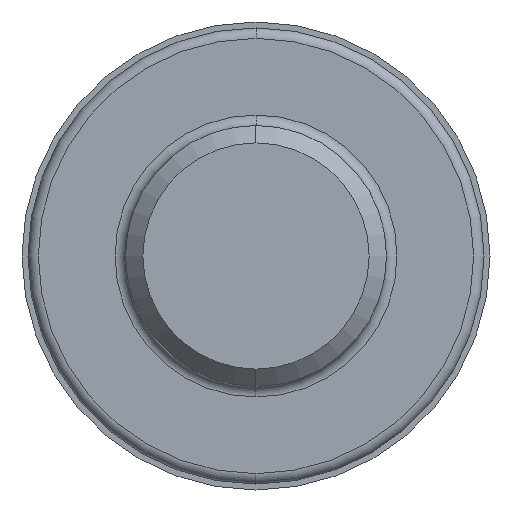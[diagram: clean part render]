
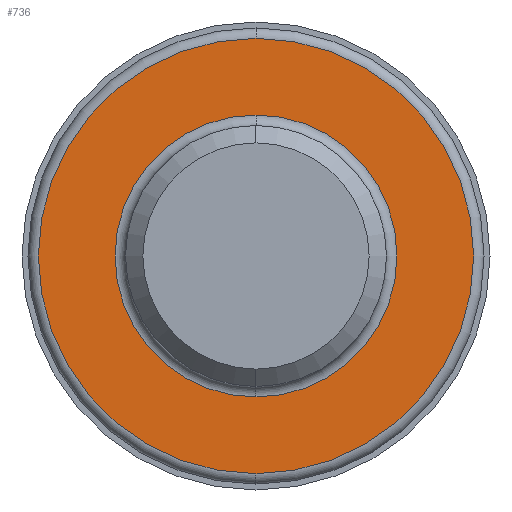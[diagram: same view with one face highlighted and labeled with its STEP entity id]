
A CAD part, left-side view. The second image highlights one B-rep face of the part: STEP entity #736.
In plain terms, the highlighted planar face has unit normal (-1, 0, 0).
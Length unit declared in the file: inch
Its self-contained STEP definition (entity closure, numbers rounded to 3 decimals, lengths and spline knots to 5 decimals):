
#13 = CIRCLE ( 'NONE', #781, 0.625 ) ;
#68 = PLANE ( 'NONE',  #151 ) ;
#83 = EDGE_CURVE ( 'NONE', #852, #289, #13, .T. ) ;
#85 = VERTEX_POINT ( 'NONE', #349 ) ;
#88 = CIRCLE ( 'NONE', #292, 0.625 ) ;
#112 = FACE_BOUND ( 'NONE', #384, .T. ) ;
#138 = DIRECTION ( 'NONE',  ( 0., 0., -1. ) ) ;
#151 = AXIS2_PLACEMENT_3D ( 'NONE', #809, #734, #138 ) ;
#159 = CIRCLE ( 'NONE', #656, 0.40485 ) ;
#168 = DIRECTION ( 'NONE',  ( -1., 0., 0. ) ) ;
#174 = CARTESIAN_POINT ( 'NONE',  ( 2., 0., -0.625 ) ) ;
#177 = DIRECTION ( 'NONE',  ( 0., 0., 1. ) ) ;
#230 = ORIENTED_EDGE ( 'NONE', *, *, #376, .F. ) ;
#257 = CARTESIAN_POINT ( 'NONE',  ( 2., 0., 0. ) ) ;
#259 = CARTESIAN_POINT ( 'NONE',  ( 2., 0., 0.40485 ) ) ;
#287 = ORIENTED_EDGE ( 'NONE', *, *, #83, .T. ) ;
#289 = VERTEX_POINT ( 'NONE', #323 ) ;
#292 = AXIS2_PLACEMENT_3D ( 'NONE', #574, #168, #177 ) ;
#295 = EDGE_CURVE ( 'NONE', #85, #572, #159, .T. ) ;
#323 = CARTESIAN_POINT ( 'NONE',  ( 2., 0., 0.625 ) ) ;
#327 = DIRECTION ( 'NONE',  ( 0., 0., 1. ) ) ;
#337 = CARTESIAN_POINT ( 'NONE',  ( 2., 0., 0. ) ) ;
#349 = CARTESIAN_POINT ( 'NONE',  ( 2., 0., -0.40485 ) ) ;
#351 = DIRECTION ( 'NONE',  ( -1., 0., 0. ) ) ;
#363 = ORIENTED_EDGE ( 'NONE', *, *, #789, .T. ) ;
#376 = EDGE_CURVE ( 'NONE', #572, #85, #833, .T. ) ;
#384 = EDGE_LOOP ( 'NONE', ( #230, #625 ) ) ;
#408 = DIRECTION ( 'NONE',  ( 0., 0., 1. ) ) ;
#572 = VERTEX_POINT ( 'NONE', #259 ) ;
#574 = CARTESIAN_POINT ( 'NONE',  ( 2., 0., 0. ) ) ;
#625 = ORIENTED_EDGE ( 'NONE', *, *, #295, .F. ) ;
#632 = EDGE_LOOP ( 'NONE', ( #363, #287 ) ) ;
#656 = AXIS2_PLACEMENT_3D ( 'NONE', #257, #720, #327 ) ;
#720 = DIRECTION ( 'NONE',  ( -1., 0., 0. ) ) ;
#734 = DIRECTION ( 'NONE',  ( 1., 0., 0. ) ) ;
#736 = ADVANCED_FACE ( 'NONE', ( #112, #827 ), #68, .F. ) ;
#743 = CARTESIAN_POINT ( 'NONE',  ( 2., 0., 0. ) ) ;
#781 = AXIS2_PLACEMENT_3D ( 'NONE', #743, #351, #815 ) ;
#789 = EDGE_CURVE ( 'NONE', #289, #852, #88, .T. ) ;
#794 = AXIS2_PLACEMENT_3D ( 'NONE', #337, #801, #408 ) ;
#801 = DIRECTION ( 'NONE',  ( -1., 0., 0. ) ) ;
#809 = CARTESIAN_POINT ( 'NONE',  ( 2., 0.625, 0. ) ) ;
#815 = DIRECTION ( 'NONE',  ( 0., 0., 1. ) ) ;
#827 = FACE_OUTER_BOUND ( 'NONE', #632, .T. ) ;
#833 = CIRCLE ( 'NONE', #794, 0.40485 ) ;
#852 = VERTEX_POINT ( 'NONE', #174 ) ;
